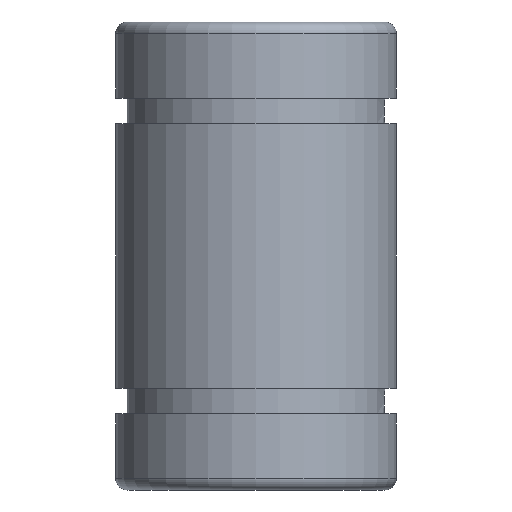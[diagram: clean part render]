
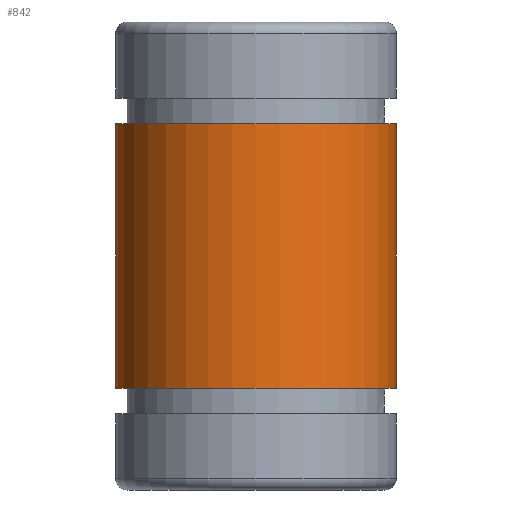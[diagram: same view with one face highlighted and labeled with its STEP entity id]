
A CAD part, front view. The second image highlights one B-rep face of the part: STEP entity #842.
In plain terms, the highlighted cylindrical face has radius 6 mm (diameter 12 mm), a partial arc.
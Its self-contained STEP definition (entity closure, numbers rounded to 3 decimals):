
#57 = AXIS2_PLACEMENT_3D ( 'NONE', #762, #322, #211 ) ;
#65 = VERTEX_POINT ( 'NONE', #128 ) ;
#81 = DIRECTION ( 'NONE',  ( 0., 0., -1. ) ) ;
#123 = VECTOR ( 'NONE', #1071, 1000. ) ;
#128 = CARTESIAN_POINT ( 'NONE',  ( -6., 0., -5.65 ) ) ;
#144 = AXIS2_PLACEMENT_3D ( 'NONE', #238, #683, #1103 ) ;
#211 = DIRECTION ( 'NONE',  ( -1., 0., 0. ) ) ;
#216 = LINE ( 'NONE', #1388, #791 ) ;
#238 = CARTESIAN_POINT ( 'NONE',  ( 0., 0., -500. ) ) ;
#281 = EDGE_CURVE ( 'NONE', #1309, #1233, #216, .T. ) ;
#322 = DIRECTION ( 'NONE',  ( 0., 0., -1. ) ) ;
#429 = CARTESIAN_POINT ( 'NONE',  ( -6., 0., -500. ) ) ;
#460 = CARTESIAN_POINT ( 'NONE',  ( -6., 0., 5.65 ) ) ;
#503 = DIRECTION ( 'NONE',  ( -1., 0., 0. ) ) ;
#506 = EDGE_LOOP ( 'NONE', ( #732, #939, #1389, #1092 ) ) ;
#510 = CIRCLE ( 'NONE', #1290, 6. ) ;
#537 = EDGE_CURVE ( 'NONE', #1233, #65, #510, .T. ) ;
#558 = CARTESIAN_POINT ( 'NONE',  ( 6., 0., -5.65 ) ) ;
#573 = FACE_OUTER_BOUND ( 'NONE', #506, .T. ) ;
#676 = CIRCLE ( 'NONE', #57, 6. ) ;
#683 = DIRECTION ( 'NONE',  ( 0., 0., -1. ) ) ;
#732 = ORIENTED_EDGE ( 'NONE', *, *, #281, .F. ) ;
#749 = LINE ( 'NONE', #429, #123 ) ;
#762 = CARTESIAN_POINT ( 'NONE',  ( 0., 0., 5.65 ) ) ;
#791 = VECTOR ( 'NONE', #867, 1000. ) ;
#826 = CARTESIAN_POINT ( 'NONE',  ( 0., 0., -5.65 ) ) ;
#842 = ADVANCED_FACE ( 'NONE', ( #573 ), #1207, .T. ) ;
#867 = DIRECTION ( 'NONE',  ( 0., 0., -1. ) ) ;
#939 = ORIENTED_EDGE ( 'NONE', *, *, #1159, .T. ) ;
#1071 = DIRECTION ( 'NONE',  ( 0., 0., -1. ) ) ;
#1092 = ORIENTED_EDGE ( 'NONE', *, *, #537, .F. ) ;
#1103 = DIRECTION ( 'NONE',  ( -1., 0., 0. ) ) ;
#1119 = CARTESIAN_POINT ( 'NONE',  ( 6., 0., 5.65 ) ) ;
#1137 = EDGE_CURVE ( 'NONE', #1168, #65, #749, .T. ) ;
#1159 = EDGE_CURVE ( 'NONE', #1309, #1168, #676, .T. ) ;
#1168 = VERTEX_POINT ( 'NONE', #460 ) ;
#1207 = CYLINDRICAL_SURFACE ( 'NONE', #144, 6. ) ;
#1233 = VERTEX_POINT ( 'NONE', #558 ) ;
#1290 = AXIS2_PLACEMENT_3D ( 'NONE', #826, #81, #503 ) ;
#1309 = VERTEX_POINT ( 'NONE', #1119 ) ;
#1388 = CARTESIAN_POINT ( 'NONE',  ( 6., 0., -500. ) ) ;
#1389 = ORIENTED_EDGE ( 'NONE', *, *, #1137, .T. ) ;
